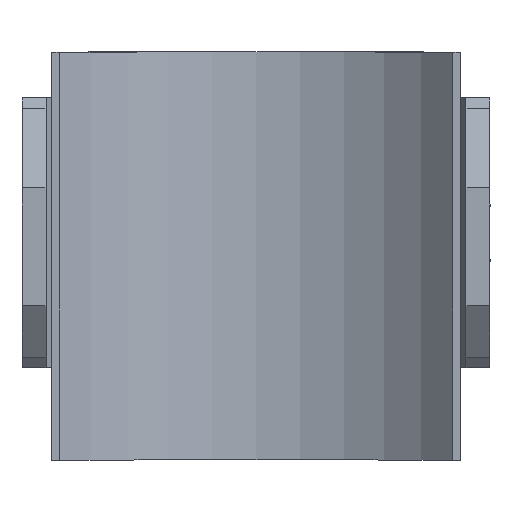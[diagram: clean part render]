
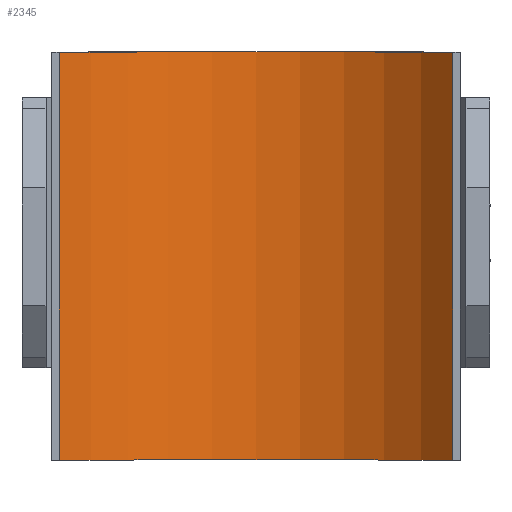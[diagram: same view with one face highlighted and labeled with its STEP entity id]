
A CAD part, front view. The second image highlights one B-rep face of the part: STEP entity #2345.
In plain terms, the highlighted cylindrical face has radius 21.7 mm (diameter 43.4 mm), a partial arc.
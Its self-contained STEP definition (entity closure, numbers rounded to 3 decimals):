
#687 = ORIENTED_EDGE ( 'NONE', *, *, #10596, .T. ) ;
#801 = CYLINDRICAL_SURFACE ( 'NONE', #5848, 21.7 ) ;
#898 = VERTEX_POINT ( 'NONE', #11153 ) ;
#933 = CARTESIAN_POINT ( 'NONE',  ( 0., -21.7, -17. ) ) ;
#1548 = CIRCLE ( 'NONE', #6428, 21.7 ) ;
#1688 = DIRECTION ( 'NONE',  ( 0., 0., -1. ) ) ;
#2345 = ADVANCED_FACE ( 'NONE', ( #8860 ), #801, .F. ) ;
#2843 = VERTEX_POINT ( 'NONE', #10190 ) ;
#2911 = VECTOR ( 'NONE', #1688, 1000. ) ;
#3280 = EDGE_CURVE ( 'NONE', #2843, #898, #10755, .T. ) ;
#3652 = DIRECTION ( 'NONE',  ( 1., 0., 0. ) ) ;
#5226 = CARTESIAN_POINT ( 'NONE',  ( 0., -21.7, 17. ) ) ;
#5414 = ORIENTED_EDGE ( 'NONE', *, *, #10344, .F. ) ;
#5848 = AXIS2_PLACEMENT_3D ( 'NONE', #9637, #8035, #11571 ) ;
#6428 = AXIS2_PLACEMENT_3D ( 'NONE', #933, #7333, #3652 ) ;
#6680 = LINE ( 'NONE', #10284, #10474 ) ;
#6764 = AXIS2_PLACEMENT_3D ( 'NONE', #5226, #7810, #6982 ) ;
#6931 = VERTEX_POINT ( 'NONE', #7389 ) ;
#6982 = DIRECTION ( 'NONE',  ( 1., 0., 0. ) ) ;
#7036 = CARTESIAN_POINT ( 'NONE',  ( 16.409, -7.5, 17. ) ) ;
#7333 = DIRECTION ( 'NONE',  ( 0., 0., -1. ) ) ;
#7389 = CARTESIAN_POINT ( 'NONE',  ( -16.409, -7.5, -17. ) ) ;
#7440 = DIRECTION ( 'NONE',  ( 0., 0., -1. ) ) ;
#7778 = ORIENTED_EDGE ( 'NONE', *, *, #3280, .F. ) ;
#7810 = DIRECTION ( 'NONE',  ( 0., 0., -1. ) ) ;
#7818 = EDGE_CURVE ( 'NONE', #6931, #898, #1548, .T. ) ;
#7927 = CARTESIAN_POINT ( 'NONE',  ( -16.409, -7.5, 17. ) ) ;
#8035 = DIRECTION ( 'NONE',  ( 0., 0., -1. ) ) ;
#8159 = ORIENTED_EDGE ( 'NONE', *, *, #7818, .T. ) ;
#8475 = CIRCLE ( 'NONE', #6764, 21.7 ) ;
#8860 = FACE_OUTER_BOUND ( 'NONE', #9225, .T. ) ;
#9027 = VERTEX_POINT ( 'NONE', #7927 ) ;
#9225 = EDGE_LOOP ( 'NONE', ( #8159, #7778, #5414, #687 ) ) ;
#9637 = CARTESIAN_POINT ( 'NONE',  ( 0., -21.7, 17. ) ) ;
#10190 = CARTESIAN_POINT ( 'NONE',  ( 16.409, -7.5, 17. ) ) ;
#10284 = CARTESIAN_POINT ( 'NONE',  ( -16.409, -7.5, 17. ) ) ;
#10344 = EDGE_CURVE ( 'NONE', #9027, #2843, #8475, .T. ) ;
#10474 = VECTOR ( 'NONE', #7440, 1000. ) ;
#10596 = EDGE_CURVE ( 'NONE', #9027, #6931, #6680, .T. ) ;
#10755 = LINE ( 'NONE', #7036, #2911 ) ;
#11153 = CARTESIAN_POINT ( 'NONE',  ( 16.409, -7.5, -17. ) ) ;
#11571 = DIRECTION ( 'NONE',  ( -1., 0., 0. ) ) ;
